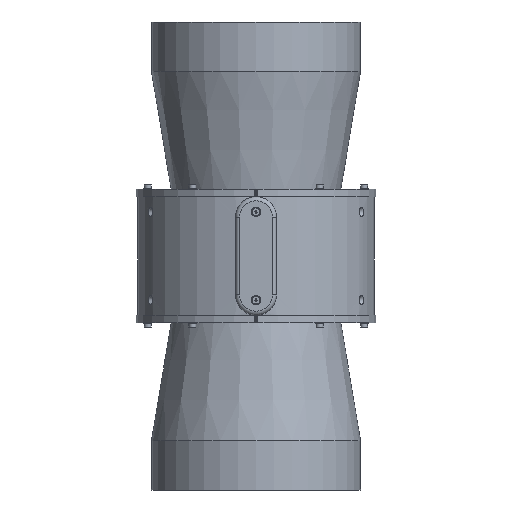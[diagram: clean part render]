
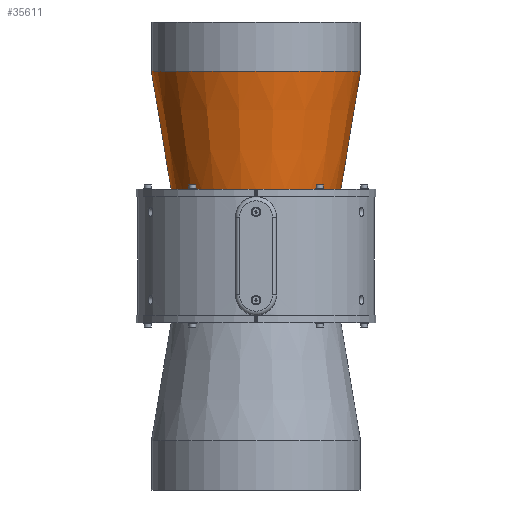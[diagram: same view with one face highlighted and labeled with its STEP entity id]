
A CAD part, front view. The second image highlights one B-rep face of the part: STEP entity #35611.
In plain terms, the highlighted conical face has half-angle 9.462 degrees and reference radius 103 mm.
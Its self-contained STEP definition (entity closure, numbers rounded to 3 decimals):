
#2421 = DIRECTION ( 'NONE',  ( 0., 0., 1. ) ) ;
#3214 = CARTESIAN_POINT ( 'NONE',  ( -128., 0., 244.03 ) ) ;
#3711 = AXIS2_PLACEMENT_3D ( 'NONE', #44682, #2421, #41104 ) ;
#6121 = DIRECTION ( 'NONE',  ( 0., 0., 1. ) ) ;
#6562 = AXIS2_PLACEMENT_3D ( 'NONE', #14296, #6121, #14040 ) ;
#12336 = EDGE_LOOP ( 'NONE', ( #40453 ) ) ;
#14040 = DIRECTION ( 'NONE',  ( -1., 0., 0. ) ) ;
#14296 = CARTESIAN_POINT ( 'NONE',  ( 0., 0., 99.03 ) ) ;
#14467 = ORIENTED_EDGE ( 'NONE', *, *, #45348, .T. ) ;
#17077 = AXIS2_PLACEMENT_3D ( 'NONE', #21038, #17165, #32698 ) ;
#17165 = DIRECTION ( 'NONE',  ( 0., 0., -1. ) ) ;
#21038 = CARTESIAN_POINT ( 'NONE',  ( 0., 0., 244.03 ) ) ;
#22099 = FACE_OUTER_BOUND ( 'NONE', #45344, .T. ) ;
#22379 = VERTEX_POINT ( 'NONE', #41864 ) ;
#26168 = VERTEX_POINT ( 'NONE', #3214 ) ;
#29355 = CIRCLE ( 'NONE', #6562, 103.833 ) ;
#32698 = DIRECTION ( 'NONE',  ( -1., 0., 0. ) ) ;
#35611 = ADVANCED_FACE ( 'NONE', ( #22099, #49054 ), #36252, .T. ) ;
#36252 = CONICAL_SURFACE ( 'NONE', #3711, 103., 0.165 ) ;
#37382 = CIRCLE ( 'NONE', #17077, 128. ) ;
#40453 = ORIENTED_EDGE ( 'NONE', *, *, #47238, .T. ) ;
#41104 = DIRECTION ( 'NONE',  ( 1., 0., 0. ) ) ;
#41864 = CARTESIAN_POINT ( 'NONE',  ( -103.833, 0., 99.03 ) ) ;
#44682 = CARTESIAN_POINT ( 'NONE',  ( 0., 0., 94.03 ) ) ;
#45344 = EDGE_LOOP ( 'NONE', ( #14467 ) ) ;
#45348 = EDGE_CURVE ( 'NONE', #26168, #26168, #37382, .T. ) ;
#47238 = EDGE_CURVE ( 'NONE', #22379, #22379, #29355, .T. ) ;
#49054 = FACE_BOUND ( 'NONE', #12336, .T. ) ;
